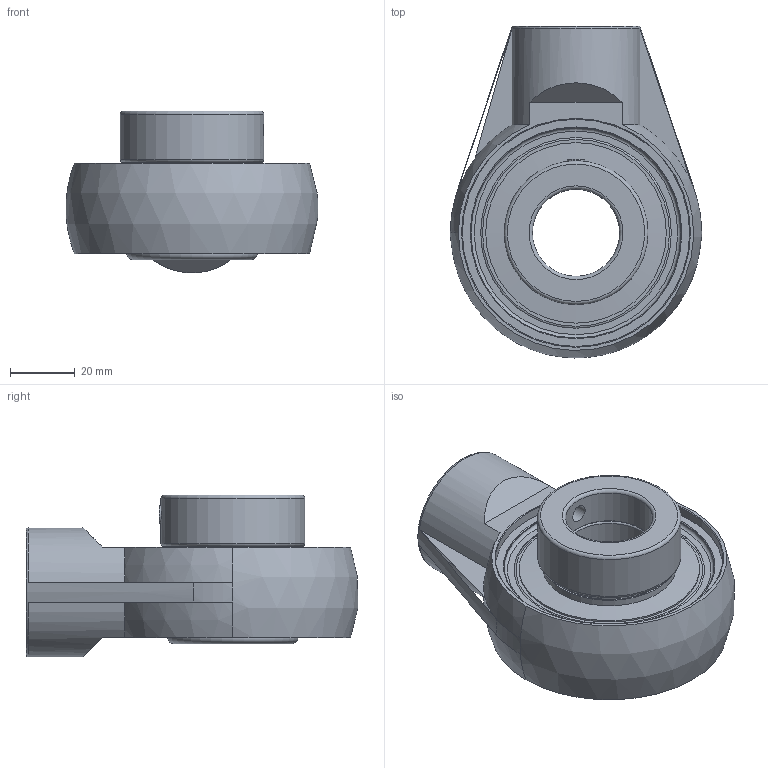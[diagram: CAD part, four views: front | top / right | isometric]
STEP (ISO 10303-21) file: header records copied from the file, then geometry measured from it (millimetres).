
FILE_DESCRIPTION(('HOOPS Exchange Step'),'2;1');
FILE_NAME('export-B5DA9B25-1D18-4AF6-808B-84F384C840C5.stp','2020-05-20T07:37:10-07:00',('dkerr'),('Alibre'),'HOOPS Exchange 2020.0','Alibre','Unknown authorisation');
FILE_SCHEMA( ('AP242_MANAGED_MODEL_BASED_3D_ENGINEERING_MIM_LF {1 0 10303 442 1 1 4 }') );
Length unit declared in the file: inch
Products named in the file (8): MRN SHAM L4L 206; SNC 206 (Ball Bearing); SNC 206 (Setscrew); SNC 206 (Shield); SNC 206-17 (Collar); SNC 206-17 L4L (1.0625inch) (Race); MRN SNC 206-17 L4L (1.0625inch); MRN SNCSHAM 206-17 L4L (1.0625inch)
Assembly tree (8 placements, depth 3):
  MRN SNCSHAM 206-17 L4L (1.0625inch)
    MRN SHAM L4L 206
    MRN SNC 206-17 L4L (1.0625inch)
      SNC 206 (Ball Bearing)
      SNC 206 (Setscrew)
      SNC 206 (Shield)  x2
      SNC 206-17 (Collar)
      SNC 206-17 L4L (1.0625inch) (Race)
Bounding box: 77.97 x 102.7 x 50.1 mm (x, y, z)
Volume: 124705.8 mm3; surface area: 51555.5 mm2
Topology: 16 solids, 16 shells, 135 faces, 367 edges, 244 vertices
Faces by surface type: plane 42, cylinder 36, sphere 21, torus 17, cone 15, bspline 4
Full cylindrical faces by diameter (mm): 5.359 x2, 5.36 x1, 19.05 x1, 26.987 x2, 37.643 x2, 40.322 x4, 41.338 x2, 44.501 x1, 51.397 x2, 55.88 x2, 65.017 x2, 70.35 x1
Entity records: 6359 total; most frequent: CARTESIAN_POINT 2853, DIRECTION 777, ORIENTED_EDGE 642, AXIS2_PLACEMENT_3D 344, EDGE_CURVE 321, VERTEX_POINT 230, CIRCLE 194, EDGE_LOOP 147
